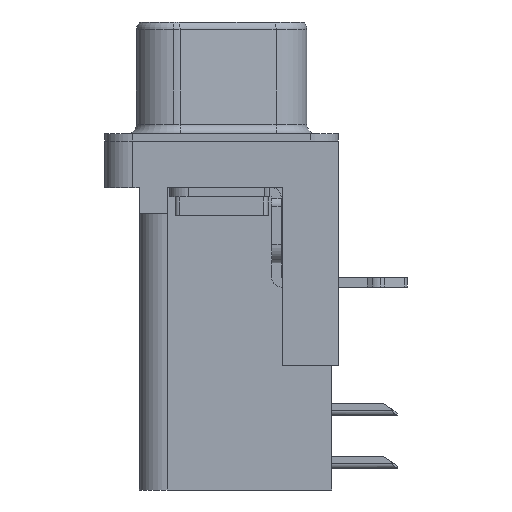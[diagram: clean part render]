
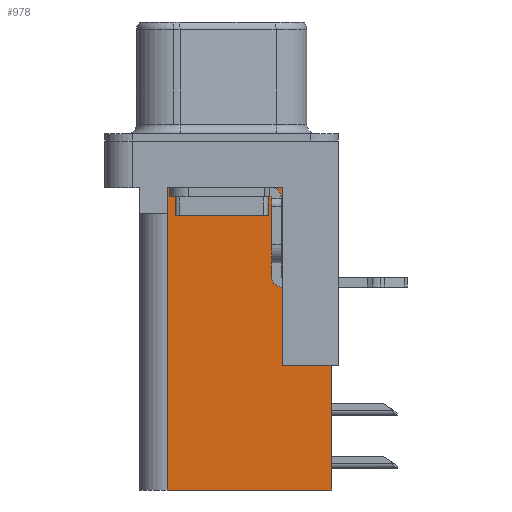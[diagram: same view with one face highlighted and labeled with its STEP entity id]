
A CAD part, left-side view. The second image highlights one B-rep face of the part: STEP entity #978.
In plain terms, the highlighted planar face has unit normal (-1, 0, 0).
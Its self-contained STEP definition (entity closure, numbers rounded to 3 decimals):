
#219 = VERTEX_POINT ( 'NONE', #15262 ) ;
#346 = DIRECTION ( 'NONE',  ( 0., 0., 1. ) ) ;
#417 = CARTESIAN_POINT ( 'NONE',  ( 3.765, -3.295, -18.76 ) ) ;
#538 = VECTOR ( 'NONE', #11147, 1000. ) ;
#602 = CARTESIAN_POINT ( 'NONE',  ( 3.765, 0., -3.9 ) ) ;
#978 = ADVANCED_FACE ( 'NONE', ( #9868 ), #12849, .F. ) ;
#1264 = LINE ( 'NONE', #602, #538 ) ;
#2507 = ORIENTED_EDGE ( 'NONE', *, *, #15741, .F. ) ;
#2559 = CARTESIAN_POINT ( 'NONE',  ( 3.765, 2.925, -3.9 ) ) ;
#2694 = EDGE_CURVE ( 'NONE', #16032, #19008, #12945, .T. ) ;
#2765 = VERTEX_POINT ( 'NONE', #3966 ) ;
#3073 = EDGE_CURVE ( 'NONE', #10087, #16032, #10093, .T. ) ;
#3151 = ORIENTED_EDGE ( 'NONE', *, *, #7647, .T. ) ;
#3329 = CARTESIAN_POINT ( 'NONE',  ( 3.765, -3.295, -2.5 ) ) ;
#3696 = EDGE_CURVE ( 'NONE', #10087, #7122, #5921, .T. ) ;
#3762 = LINE ( 'NONE', #14253, #3800 ) ;
#3800 = VECTOR ( 'NONE', #19204, 1000. ) ;
#3958 = EDGE_CURVE ( 'NONE', #7122, #219, #3762, .T. ) ;
#3966 = CARTESIAN_POINT ( 'NONE',  ( 3.765, 2.895, -2.5 ) ) ;
#4613 = ORIENTED_EDGE ( 'NONE', *, *, #3073, .T. ) ;
#4807 = DIRECTION ( 'NONE',  ( 0., 1., 0. ) ) ;
#4913 = ORIENTED_EDGE ( 'NONE', *, *, #3958, .F. ) ;
#5545 = VECTOR ( 'NONE', #12881, 1000. ) ;
#5921 = LINE ( 'NONE', #15997, #5545 ) ;
#6354 = CARTESIAN_POINT ( 'NONE',  ( 3.765, -3.295, -12.05 ) ) ;
#6456 = CARTESIAN_POINT ( 'NONE',  ( 3.765, -5.925, -18.76 ) ) ;
#7122 = VERTEX_POINT ( 'NONE', #6456 ) ;
#7144 = LINE ( 'NONE', #9832, #7237 ) ;
#7237 = VECTOR ( 'NONE', #8285, 1000. ) ;
#7647 = EDGE_CURVE ( 'NONE', #10238, #9045, #1264, .T. ) ;
#8285 = DIRECTION ( 'NONE',  ( 0., 0., -1. ) ) ;
#9043 = ORIENTED_EDGE ( 'NONE', *, *, #14234, .T. ) ;
#9045 = VERTEX_POINT ( 'NONE', #2559 ) ;
#9159 = ORIENTED_EDGE ( 'NONE', *, *, #3696, .F. ) ;
#9832 = CARTESIAN_POINT ( 'NONE',  ( 3.765, 2.895, -3.9 ) ) ;
#9868 = FACE_OUTER_BOUND ( 'NONE', #15603, .T. ) ;
#10087 = VERTEX_POINT ( 'NONE', #11077 ) ;
#10093 = LINE ( 'NONE', #13080, #10739 ) ;
#10238 = VERTEX_POINT ( 'NONE', #14418 ) ;
#10244 = CARTESIAN_POINT ( 'NONE',  ( 3.765, 2.925, -18.76 ) ) ;
#10739 = VECTOR ( 'NONE', #14003, 1000. ) ;
#11077 = CARTESIAN_POINT ( 'NONE',  ( 3.765, -5.925, -12.05 ) ) ;
#11147 = DIRECTION ( 'NONE',  ( 0., 1., 0. ) ) ;
#12849 = PLANE ( 'NONE',  #16915 ) ;
#12881 = DIRECTION ( 'NONE',  ( 0., 0., -1. ) ) ;
#12945 = LINE ( 'NONE', #417, #13339 ) ;
#13031 = CARTESIAN_POINT ( 'NONE',  ( 3.765, -3.295, -18.76 ) ) ;
#13080 = CARTESIAN_POINT ( 'NONE',  ( 3.765, -6.295, -12.05 ) ) ;
#13211 = DIRECTION ( 'NONE',  ( 1., 0., 0. ) ) ;
#13237 = DIRECTION ( 'NONE',  ( 0., 1., 0. ) ) ;
#13339 = VECTOR ( 'NONE', #346, 1000. ) ;
#14003 = DIRECTION ( 'NONE',  ( 0., 1., 0. ) ) ;
#14234 = EDGE_CURVE ( 'NONE', #19008, #2765, #18769, .T. ) ;
#14253 = CARTESIAN_POINT ( 'NONE',  ( 3.765, -3.295, -18.76 ) ) ;
#14345 = VECTOR ( 'NONE', #16239, 1000. ) ;
#14363 = LINE ( 'NONE', #10244, #14345 ) ;
#14418 = CARTESIAN_POINT ( 'NONE',  ( 3.765, 2.895, -3.9 ) ) ;
#15262 = CARTESIAN_POINT ( 'NONE',  ( 3.765, 2.925, -18.76 ) ) ;
#15603 = EDGE_LOOP ( 'NONE', ( #9043, #15961, #3151, #2507, #4913, #9159, #4613, #18108 ) ) ;
#15741 = EDGE_CURVE ( 'NONE', #219, #9045, #14363, .T. ) ;
#15961 = ORIENTED_EDGE ( 'NONE', *, *, #17752, .T. ) ;
#15997 = CARTESIAN_POINT ( 'NONE',  ( 3.765, -5.925, -2. ) ) ;
#16032 = VERTEX_POINT ( 'NONE', #6354 ) ;
#16239 = DIRECTION ( 'NONE',  ( 0., 0., 1. ) ) ;
#16915 = AXIS2_PLACEMENT_3D ( 'NONE', #13031, #13211, #13237 ) ;
#17752 = EDGE_CURVE ( 'NONE', #2765, #10238, #7144, .T. ) ;
#18108 = ORIENTED_EDGE ( 'NONE', *, *, #2694, .T. ) ;
#18727 = VECTOR ( 'NONE', #4807, 1000. ) ;
#18769 = LINE ( 'NONE', #3329, #18727 ) ;
#18979 = CARTESIAN_POINT ( 'NONE',  ( 3.765, -3.295, -2.5 ) ) ;
#19008 = VERTEX_POINT ( 'NONE', #18979 ) ;
#19204 = DIRECTION ( 'NONE',  ( 0., 1., 0. ) ) ;
